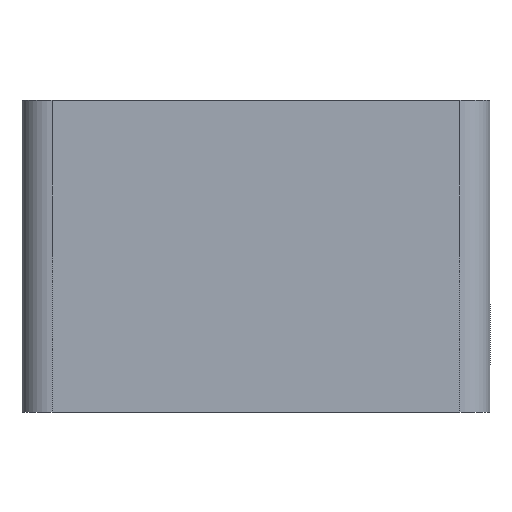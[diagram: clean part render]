
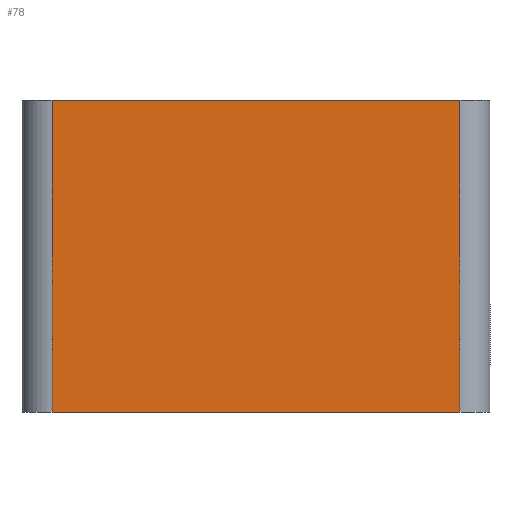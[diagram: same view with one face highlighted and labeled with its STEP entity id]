
A CAD part, front view. The second image highlights one B-rep face of the part: STEP entity #78.
In plain terms, the highlighted planar face has unit normal (0, -1, 0).
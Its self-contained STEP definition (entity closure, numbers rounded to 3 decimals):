
#78=ADVANCED_FACE('',(#583),#585,.T.);
#583=FACE_BOUND('',#584,.T.);
#584=EDGE_LOOP('',(#2604,#2605,#2606,#2607));
#585=PLANE('',#586);
#586=AXIS2_PLACEMENT_3D('',#587,#588,#589);
#587=CARTESIAN_POINT('',(-74.,-114.,-2.));
#588=DIRECTION('',(0.,-1.,0.));
#589=DIRECTION('',(1.,0.,0.));
#2604=ORIENTED_EDGE('',*,*,#4236,.T.);
#2605=ORIENTED_EDGE('',*,*,#4209,.F.);
#2606=ORIENTED_EDGE('',*,*,#4485,.F.);
#2607=ORIENTED_EDGE('',*,*,#4238,.T.);
#4209=EDGE_CURVE('',#5032,#5034,#5035,.T.);
#4236=EDGE_CURVE('',#5073,#5034,#5074,.T.);
#4238=EDGE_CURVE('',#5076,#5073,#5077,.T.);
#4485=EDGE_CURVE('',#5076,#5032,#5566,.T.);
#5032=VERTEX_POINT('',#6438);
#5034=VERTEX_POINT('',#6443);
#5035=LINE('',#6444,#6445);
#5073=VERTEX_POINT('',#6538);
#5074=LINE('',#6539,#6540);
#5076=VERTEX_POINT('',#6546);
#5077=LINE('',#6547,#6548);
#5566=LINE('',#7536,#7537);
#6438=CARTESIAN_POINT('',(-69.,-114.,50.));
#6443=CARTESIAN_POINT('',(-1.,-114.,50.));
#6444=CARTESIAN_POINT('',(-69.,-114.,50.));
#6445=VECTOR('',#6446,1.);
#6446=DIRECTION('',(1.,0.,0.));
#6538=CARTESIAN_POINT('',(-1.,-114.,-2.));
#6539=CARTESIAN_POINT('',(-1.,-114.,-2.));
#6540=VECTOR('',#6541,1.);
#6541=DIRECTION('',(0.,0.,1.));
#6546=CARTESIAN_POINT('',(-69.,-114.,-2.));
#6547=CARTESIAN_POINT('',(-69.,-114.,-2.));
#6548=VECTOR('',#6549,1.);
#6549=DIRECTION('',(1.,0.,0.));
#7536=CARTESIAN_POINT('',(-69.,-114.,-2.));
#7537=VECTOR('',#7538,1.);
#7538=DIRECTION('',(0.,0.,1.));
